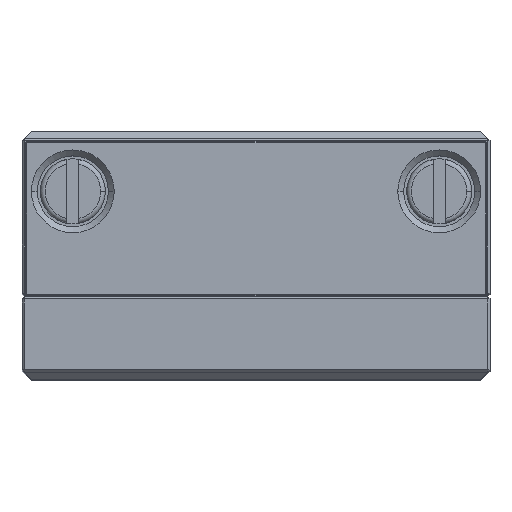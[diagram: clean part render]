
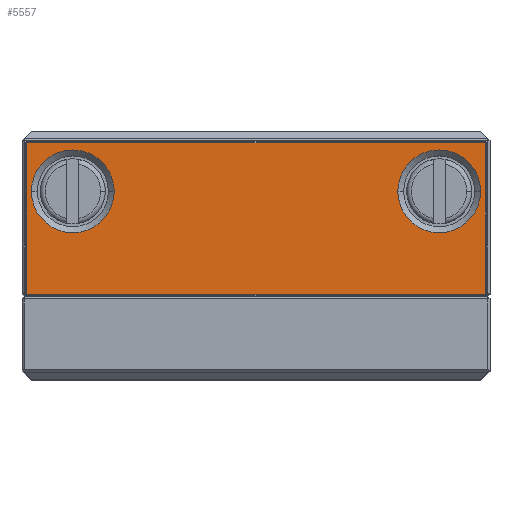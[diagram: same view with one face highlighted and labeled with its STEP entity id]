
A CAD part, top view. The second image highlights one B-rep face of the part: STEP entity #5557.
In plain terms, the highlighted planar face has unit normal (0, 0, 1).
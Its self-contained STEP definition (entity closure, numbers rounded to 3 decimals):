
#4197=FACE_BOUND('',#7576,.T.);
#4198=FACE_BOUND('',#7577,.T.);
#4199=FACE_BOUND('',#7578,.T.);
#4358=PLANE('',#22123);
#5557=ADVANCED_FACE('',(#4197,#4198,#4199),#4358,.T.);
#7576=EDGE_LOOP('',(#12571,#12572,#12573,#12574));
#7577=EDGE_LOOP('',(#12575,#12576));
#7578=EDGE_LOOP('',(#12577,#12578));
#8693=LINE('',#27556,#10576);
#8694=LINE('',#27559,#10577);
#8695=LINE('',#27561,#10578);
#8696=LINE('',#27563,#10579);
#10576=VECTOR('',#23334,1.);
#10577=VECTOR('',#23335,1.);
#10578=VECTOR('',#23336,1.);
#10579=VECTOR('',#23337,1.);
#12571=ORIENTED_EDGE('',*,*,#19281,.T.);
#12572=ORIENTED_EDGE('',*,*,#19282,.T.);
#12573=ORIENTED_EDGE('',*,*,#19283,.T.);
#12574=ORIENTED_EDGE('',*,*,#19284,.T.);
#12575=ORIENTED_EDGE('',*,*,#19211,.T.);
#12576=ORIENTED_EDGE('',*,*,#19280,.T.);
#12577=ORIENTED_EDGE('',*,*,#19215,.T.);
#12578=ORIENTED_EDGE('',*,*,#19279,.T.);
#17555=VERTEX_POINT('',#27292);
#17556=VERTEX_POINT('',#27294);
#17559=VERTEX_POINT('',#27301);
#17560=VERTEX_POINT('',#27303);
#17599=VERTEX_POINT('',#27557);
#17600=VERTEX_POINT('',#27558);
#17601=VERTEX_POINT('',#27560);
#17602=VERTEX_POINT('',#27562);
#19211=EDGE_CURVE('',#17556,#17555,#21771,.T.);
#19215=EDGE_CURVE('',#17560,#17559,#21773,.T.);
#19279=EDGE_CURVE('',#17559,#17560,#21804,.T.);
#19280=EDGE_CURVE('',#17555,#17556,#21805,.T.);
#19281=EDGE_CURVE('',#17599,#17600,#8693,.T.);
#19282=EDGE_CURVE('',#17600,#17601,#8694,.T.);
#19283=EDGE_CURVE('',#17601,#17602,#8695,.T.);
#19284=EDGE_CURVE('',#17602,#17599,#8696,.T.);
#21771=CIRCLE('',#22058,3.5);
#21773=CIRCLE('',#22061,3.5);
#21804=CIRCLE('',#22119,3.5);
#21805=CIRCLE('',#22121,3.5);
#22058=AXIS2_PLACEMENT_3D('',#27293,#23177,#23178);
#22061=AXIS2_PLACEMENT_3D('',#27302,#23185,#23186);
#22119=AXIS2_PLACEMENT_3D('',#27552,#23326,#23327);
#22121=AXIS2_PLACEMENT_3D('',#27554,#23330,#23331);
#22123=AXIS2_PLACEMENT_3D('',#27564,#23338,#23339);
#23177=DIRECTION('',(0.,0.,-1.));
#23178=DIRECTION('',(1.,0.,0.));
#23185=DIRECTION('',(0.,0.,-1.));
#23186=DIRECTION('',(1.,0.,0.));
#23326=DIRECTION('',(0.,0.,-1.));
#23327=DIRECTION('',(1.,0.,0.));
#23330=DIRECTION('',(0.,0.,-1.));
#23331=DIRECTION('',(1.,0.,0.));
#23334=DIRECTION('',(0.,-1.,0.));
#23335=DIRECTION('',(1.,0.,0.));
#23336=DIRECTION('',(0.,1.,0.));
#23337=DIRECTION('',(-1.,0.,0.));
#23338=DIRECTION('',(0.,0.,1.));
#23339=DIRECTION('',(-1.,0.,0.));
#27292=CARTESIAN_POINT('',(12.,15.92,30.));
#27293=CARTESIAN_POINT('',(15.5,15.92,30.));
#27294=CARTESIAN_POINT('',(19.,15.92,30.));
#27301=CARTESIAN_POINT('',(-19.,15.92,30.));
#27302=CARTESIAN_POINT('',(-15.5,15.92,30.));
#27303=CARTESIAN_POINT('',(-12.,15.92,30.));
#27552=CARTESIAN_POINT('',(-15.5,15.92,30.));
#27554=CARTESIAN_POINT('',(15.5,15.92,30.));
#27556=CARTESIAN_POINT('',(-19.4,7.12,30.));
#27557=CARTESIAN_POINT('',(-19.4,20.02,30.));
#27558=CARTESIAN_POINT('',(-19.4,7.22,30.));
#27559=CARTESIAN_POINT('',(19.5,7.22,30.));
#27560=CARTESIAN_POINT('',(19.4,7.22,30.));
#27561=CARTESIAN_POINT('',(19.4,20.12,30.));
#27562=CARTESIAN_POINT('',(19.4,20.02,30.));
#27563=CARTESIAN_POINT('',(-19.5,20.02,30.));
#27564=CARTESIAN_POINT('',(-19.5,7.12,30.));
